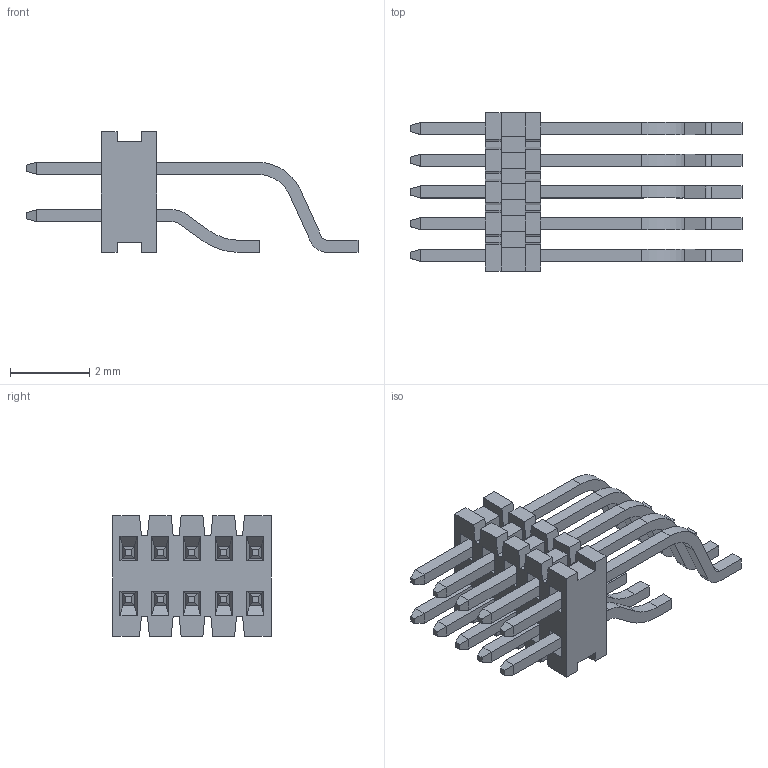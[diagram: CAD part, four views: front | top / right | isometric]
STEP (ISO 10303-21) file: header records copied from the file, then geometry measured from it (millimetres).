
FILE_DESCRIPTION((''),'2;1');
FILE_NAME('FTE-105-01-X-DH_ASM','2009-06-23T',('dburnier'),(''),'PRO/ENGINEER BY PARAMETRIC TECHNOLOGY CORPORATION, 2008410','PRO/ENGINEER BY PARAMETRIC TECHNOLOGY CORPORATION, 2008410','');
FILE_SCHEMA(('AUTOMOTIVE_DESIGN_CC2 { 1 2 10303 214 -1 1 5 2 }'));
Length unit declared in the file: inch
Products named in the file (4): FTE-XX-D; T-1S29-X_-DH_TOP_ROW; T-1S29-X_-DH_BTM_ROW; FTE-105-01-X-DH_ASM
Assembly tree (11 placements, depth 2):
  FTE-105-01-X-DH_ASM
    FTE-XX-D
    T-1S29-X_-DH_TOP_ROW  x5
    T-1S29-X_-DH_BTM_ROW  x5
Bounding box: 8.38 x 4 x 3.05 mm (x, y, z)
Volume: 19.6 mm3; surface area: 168.1 mm2
Topology: 11 solids, 11 shells, 410 faces, 1044 edges, 656 vertices
Faces by surface type: plane 370, cylinder 40
Entity records: 9934 total; most frequent: CARTESIAN_POINT 1405, ORIENTED_EDGE 1384, DIRECTION 1270, EDGE_CURVE 692, VECTOR 676, LINE 676, VERTEX_POINT 432, AXIS2_PLACEMENT_3D 297
